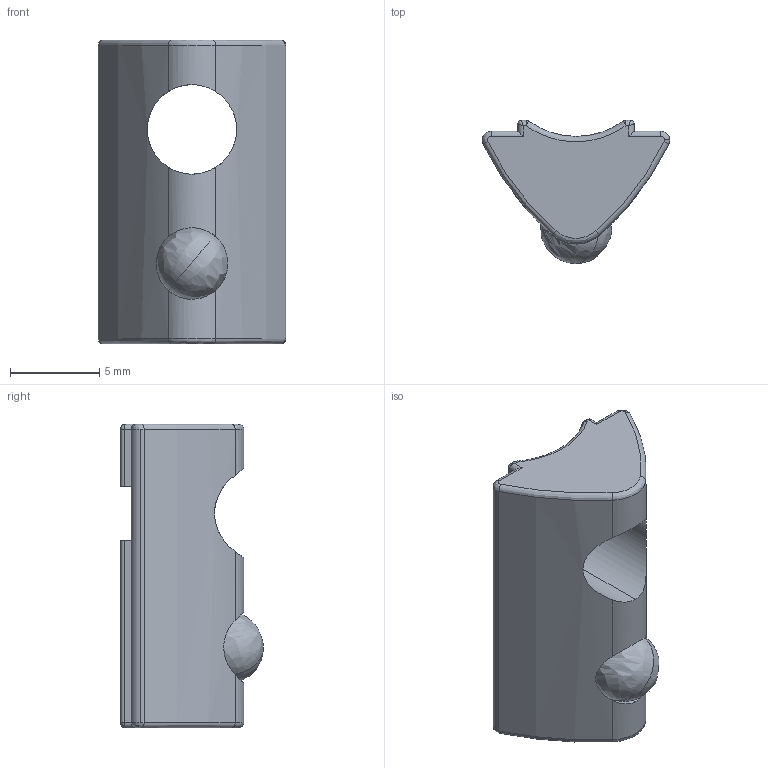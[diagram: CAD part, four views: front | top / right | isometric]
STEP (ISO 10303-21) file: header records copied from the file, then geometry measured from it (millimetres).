
FILE_DESCRIPTION (( 'STEP AP214' ), '1' );
FILE_NAME ('262200109.STEP', '2014-02-21T13:12:17', ( '' ), ( '' ), 'SwSTEP 2.0', 'SolidWorks 2014', '' );
FILE_SCHEMA (( 'AUTOMOTIVE_DESIGN' ));
Length unit declared in the file: millimetre
Products named in the file (1): 262200109
Bounding box: 10.5 x 8 x 17 mm (x, y, z)
Volume: 622.3 mm3; surface area: 747.5 mm2
Topology: 3 solids, 3 shells, 87 faces, 217 edges, 122 vertices
Faces by surface type: cylinder 34, bspline 32, plane 19, cone 2
Entity records: 4690 total; most frequent: CARTESIAN_POINT 1899, ORIENTED_EDGE 410, DIRECTION 329, EDGE_CURVE 205, AXIS2_PLACEMENT_3D 126, VERTEX_POINT 122, UNCERTAINTY_MEASURE_WITH_UNIT 92, PRESENTATION_LAYER_ASSIGNMENT 91
